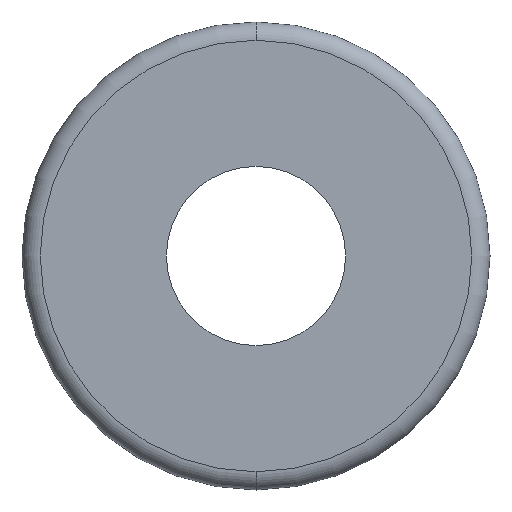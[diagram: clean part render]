
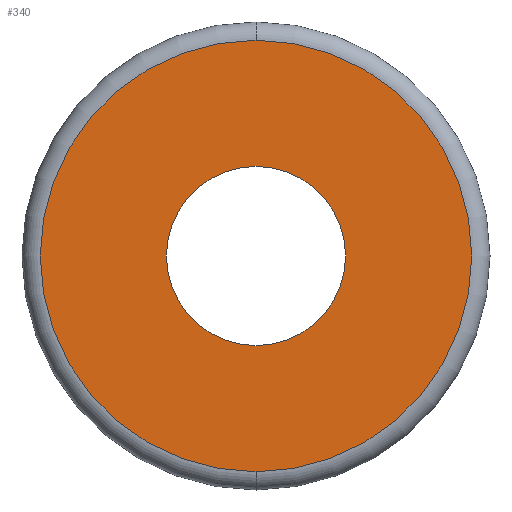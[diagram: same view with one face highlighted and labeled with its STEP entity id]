
A CAD part, front view. The second image highlights one B-rep face of the part: STEP entity #340.
In plain terms, the highlighted planar face has unit normal (0, -1, 0).
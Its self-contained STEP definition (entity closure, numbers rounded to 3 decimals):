
#9 = AXIS2_PLACEMENT_3D ( 'NONE', #68, #208, #26 ) ;
#26 = DIRECTION ( 'NONE',  ( 0., 0., 1. ) ) ;
#34 = DIRECTION ( 'NONE',  ( 0., 1., 0. ) ) ;
#49 = CIRCLE ( 'NONE', #256, 5.9 ) ;
#53 = ORIENTED_EDGE ( 'NONE', *, *, #54, .T. ) ;
#54 = EDGE_CURVE ( 'NONE', #346, #237, #79, .T. ) ;
#67 = CARTESIAN_POINT ( 'NONE',  ( 0., 0., 0. ) ) ;
#68 = CARTESIAN_POINT ( 'NONE',  ( 0., 0., 0. ) ) ;
#79 = CIRCLE ( 'NONE', #219, 2.45 ) ;
#124 = CARTESIAN_POINT ( 'NONE',  ( 0., 0., 0. ) ) ;
#144 = FACE_BOUND ( 'NONE', #207, .T. ) ;
#166 = VERTEX_POINT ( 'NONE', #332 ) ;
#172 = DIRECTION ( 'NONE',  ( 0., 0., 1. ) ) ;
#178 = VERTEX_POINT ( 'NONE', #379 ) ;
#195 = ORIENTED_EDGE ( 'NONE', *, *, #352, .T. ) ;
#198 = EDGE_LOOP ( 'NONE', ( #195, #289 ) ) ;
#203 = DIRECTION ( 'NONE',  ( 0., -1., 0. ) ) ;
#204 = AXIS2_PLACEMENT_3D ( 'NONE', #358, #240, #249 ) ;
#207 = EDGE_LOOP ( 'NONE', ( #53, #209 ) ) ;
#208 = DIRECTION ( 'NONE',  ( 0., -1., 0. ) ) ;
#209 = ORIENTED_EDGE ( 'NONE', *, *, #426, .T. ) ;
#219 = AXIS2_PLACEMENT_3D ( 'NONE', #67, #431, #399 ) ;
#237 = VERTEX_POINT ( 'NONE', #447 ) ;
#240 = DIRECTION ( 'NONE',  ( 0., 1., 0. ) ) ;
#249 = DIRECTION ( 'NONE',  ( 0., 0., 1. ) ) ;
#256 = AXIS2_PLACEMENT_3D ( 'NONE', #124, #203, #421 ) ;
#289 = ORIENTED_EDGE ( 'NONE', *, *, #304, .T. ) ;
#304 = EDGE_CURVE ( 'NONE', #166, #178, #49, .T. ) ;
#332 = CARTESIAN_POINT ( 'NONE',  ( 0., 0., -5.9 ) ) ;
#340 = ADVANCED_FACE ( 'NONE', ( #428, #144 ), #441, .F. ) ;
#346 = VERTEX_POINT ( 'NONE', #468 ) ;
#352 = EDGE_CURVE ( 'NONE', #178, #166, #474, .T. ) ;
#358 = CARTESIAN_POINT ( 'NONE',  ( 0., 0., 0. ) ) ;
#378 = CIRCLE ( 'NONE', #392, 2.45 ) ;
#379 = CARTESIAN_POINT ( 'NONE',  ( 0., 0., 5.9 ) ) ;
#392 = AXIS2_PLACEMENT_3D ( 'NONE', #404, #34, #172 ) ;
#399 = DIRECTION ( 'NONE',  ( 0., 0., 1. ) ) ;
#404 = CARTESIAN_POINT ( 'NONE',  ( 0., 0., 0. ) ) ;
#421 = DIRECTION ( 'NONE',  ( 0., 0., 1. ) ) ;
#426 = EDGE_CURVE ( 'NONE', #237, #346, #378, .T. ) ;
#428 = FACE_OUTER_BOUND ( 'NONE', #198, .T. ) ;
#431 = DIRECTION ( 'NONE',  ( 0., 1., 0. ) ) ;
#441 = PLANE ( 'NONE',  #204 ) ;
#447 = CARTESIAN_POINT ( 'NONE',  ( 0., 0., 2.45 ) ) ;
#468 = CARTESIAN_POINT ( 'NONE',  ( 0., 0., -2.45 ) ) ;
#474 = CIRCLE ( 'NONE', #9, 5.9 ) ;
